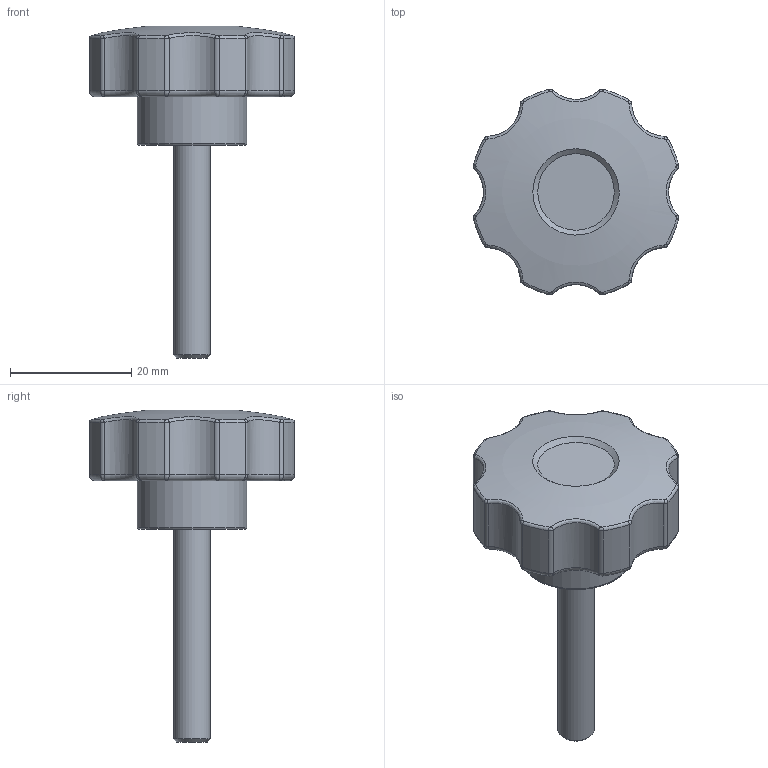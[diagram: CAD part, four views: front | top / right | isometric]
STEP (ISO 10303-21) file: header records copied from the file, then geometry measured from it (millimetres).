
FILE_DESCRIPTION( ( 'Unknown' ), '1' );
FILE_NAME( '6302060_VPA35_M06x35.stp', 'Unknown', ( 'Unknown' ), ( 'Unknown' ), 'PSStep 11.0', 'Unknown', ' ' );
FILE_SCHEMA( ( 'AUTOMOTIVE_DESIGN { 1 0 10303 214 1 1 1 1 }' ) );
Length unit declared in the file: millimetre
Products named in the file (1): 6302060
Bounding box: 33.87 x 33.87 x 54.67 mm (x, y, z)
Volume: 10514.8 mm3; surface area: 5104.7 mm2
Topology: 1 solids, 2 shells, 128 faces, 290 edges, 153 vertices
Faces by surface type: bspline 40, cylinder 35, torus 27, plane 19, cone 6, sphere 1
Full cylindrical faces by diameter (mm): 6 x1, 11.05 x1, 18 x1
Entity records: 11768 total; most frequent: CARTESIAN_POINT 8329, ORIENTED_EDGE 510, DIRECTION 460, EDGE_CURVE 255, AXIS2_PLACEMENT_3D 202, VERTEX_POINT 147, EDGE_LOOP 146, FACE_OUTER_BOUND 135
